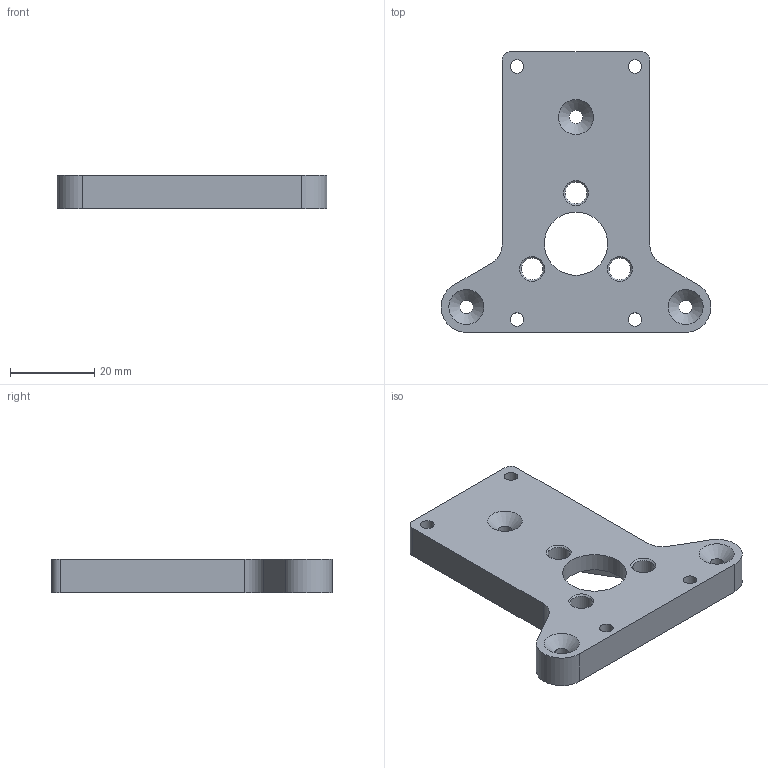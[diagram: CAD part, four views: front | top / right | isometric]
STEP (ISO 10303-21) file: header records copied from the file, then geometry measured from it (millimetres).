
FILE_DESCRIPTION(/* description */ ('STEP AP242 Edition 2','CAx-IF Rec.Pracs.---Representation and Presentation of Product Manufacturing Information (PMI)---4.0---2014-10-13','CAx-IF Rec.Pracs.---3D Tessellated Geometry---0.4---2014-09-14','2;1','CAx-IF Rec.Pracs.---User Defined Attributes---1.5---2016-08-15'),/* implementation_level */ '2;1');
FILE_NAME(/* name */ '69243601b57bbddb4ec7b30c',/* time_stamp */ '2025-11-24T10:40:01Z',/* author */ (''),/* organization */ (''),/* preprocessor_version */ 'ST-DEVELOPER v20',/* originating_system */ 'ONSHAPE BY PTC INC, 1.207',/* authorisation */ ' ');
FILE_SCHEMA (('AP242_MANAGED_MODEL_BASED_3D_ENGINEERING_MIM_LF { 1 0 10303 442 3 1 4 }'));
Length unit declared in the file: metre
Products named in the file (1): modified_camera_tool_plate
Bounding box: 63.96 x 66.5 x 8 mm (x, y, z)
Volume: 17760.6 mm3; surface area: 8052.6 mm2
Topology: 1 solids, 1 shells, 41 faces, 120 edges, 79 vertices
Faces by surface type: cylinder 20, plane 12, cone 6, sphere 3
Full cylindrical faces by diameter (mm): 3.2 x7, 5.1 x3, 15 x1
Entity records: 1276 total; most frequent: DIRECTION 224, CARTESIAN_POINT 206, ORIENTED_EDGE 182, EDGE_CURVE 91, AXIS2_PLACEMENT_3D 91, EDGE_LOOP 84, FACE_BOUND 84, VERTEX_POINT 73
